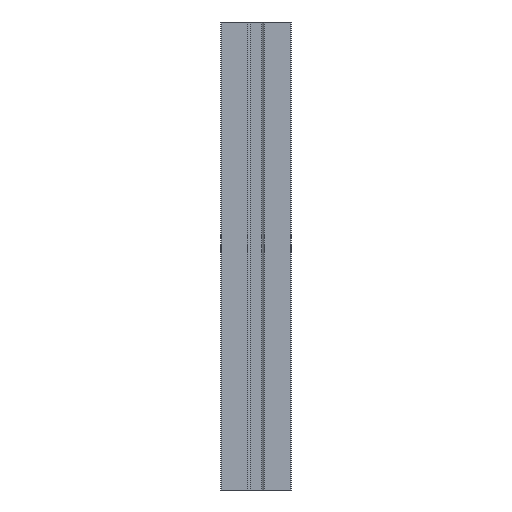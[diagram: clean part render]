
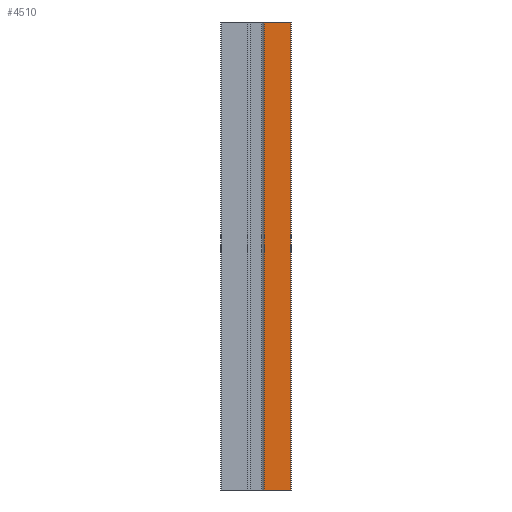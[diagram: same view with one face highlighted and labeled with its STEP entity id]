
A CAD part, front view. The second image highlights one B-rep face of the part: STEP entity #4510.
In plain terms, the highlighted planar face has unit normal (0, -1, 0).
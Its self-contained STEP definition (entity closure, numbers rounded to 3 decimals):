
#1192=CARTESIAN_POINT('',(1.8,-7.5,5.0));
#1193=VERTEX_POINT('',#1192);
#1201=CARTESIAN_POINT('',(7.4,-7.5,5.0));
#1202=VERTEX_POINT('',#1201);
#1203=CARTESIAN_POINT('',(1.8,-7.5,5.0));
#1204=DIRECTION('',(1.0,0.0,0.0));
#1205=VECTOR('',#1204,5.6);
#1206=LINE('',#1203,#1205);
#1207=EDGE_CURVE('',#1193,#1202,#1206,.T.);
#4467=CARTESIAN_POINT('',(1.8,-7.5,-95.0));
#4468=VERTEX_POINT('',#4467);
#4476=CARTESIAN_POINT('',(1.8,-7.5,5.0));
#4477=DIRECTION('',(0.0,0.0,-1.0));
#4478=VECTOR('',#4477,100.0);
#4479=LINE('',#4476,#4478);
#4480=EDGE_CURVE('',#1193,#4468,#4479,.T.);
#4487=CARTESIAN_POINT('',(1.8,-7.5,5.0));
#4488=DIRECTION('',(0.0,-1.0,0.0));
#4489=DIRECTION('',(0.0,0.0,-1.0));
#4490=AXIS2_PLACEMENT_3D('',#4487,#4488,#4489);
#4491=PLANE('',#4490);
#4492=CARTESIAN_POINT('',(7.4,-7.5,-95.0));
#4493=VERTEX_POINT('',#4492);
#4494=CARTESIAN_POINT('',(1.8,-7.5,-95.0));
#4495=DIRECTION('',(1.0,0.0,0.0));
#4496=VECTOR('',#4495,5.6);
#4497=LINE('',#4494,#4496);
#4498=EDGE_CURVE('',#4468,#4493,#4497,.T.);
#4499=ORIENTED_EDGE('',*,*,#4498,.T.);
#4500=CARTESIAN_POINT('',(7.4,-7.5,5.0));
#4501=DIRECTION('',(0.0,0.0,-1.0));
#4502=VECTOR('',#4501,100.0);
#4503=LINE('',#4500,#4502);
#4504=EDGE_CURVE('',#1202,#4493,#4503,.T.);
#4505=ORIENTED_EDGE('',*,*,#4504,.F.);
#4506=ORIENTED_EDGE('',*,*,#1207,.F.);
#4507=ORIENTED_EDGE('',*,*,#4480,.T.);
#4508=EDGE_LOOP('',(#4499,#4505,#4506,#4507));
#4509=FACE_OUTER_BOUND('',#4508,.T.);
#4510=ADVANCED_FACE('',(#4509),#4491,.T.);
